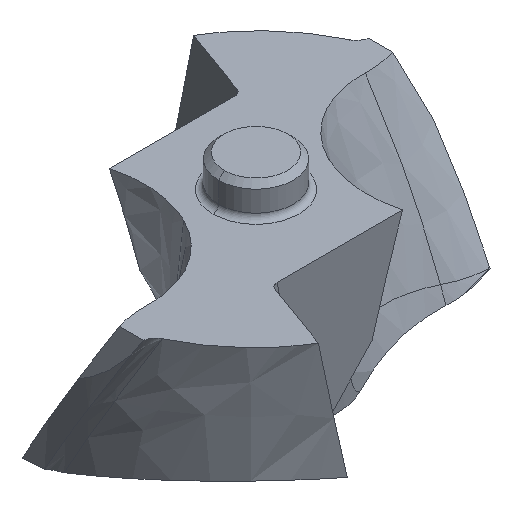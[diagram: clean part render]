
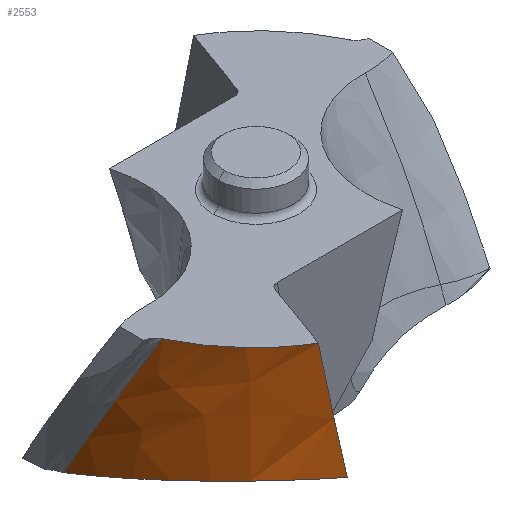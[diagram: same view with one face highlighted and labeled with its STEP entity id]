
A CAD part, isometric view. The second image highlights one B-rep face of the part: STEP entity #2553.
In plain terms, the highlighted free-form (B-spline) face has degree [3, 3] with [7, 5] control points.
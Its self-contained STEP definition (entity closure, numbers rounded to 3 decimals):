
#200=CARTESIAN_POINT('',(-4.666,-2.194,
0.));
#201=CARTESIAN_POINT('',(-4.414,-2.724,
0.));
#202=CARTESIAN_POINT('',(-3.832,-3.54,
0.));
#203=CARTESIAN_POINT('',(-3.045,-4.149,
0.));
#204=CARTESIAN_POINT('',(-2.702,-4.355,
0.));
#214=CARTESIAN_POINT('',(-4.666,-2.194,
0.));
#998=CARTESIAN_POINT('',(-2.194,-4.611,
-3.207));
#999=CARTESIAN_POINT('',(-2.218,-4.591,
-3.04));
#1000=CARTESIAN_POINT('',(-2.269,-4.551,
-2.692));
#1001=CARTESIAN_POINT('',(-2.354,-4.497,
-2.131));
#1002=CARTESIAN_POINT('',(-2.453,-4.447,
-1.508));
#1003=CARTESIAN_POINT('',(-2.567,-4.401,
-0.811));
#1004=CARTESIAN_POINT('',(-2.656,-4.371,
-0.28));
#1005=CARTESIAN_POINT('',(-2.702,-4.355,
0.));
#1010=CARTESIAN_POINT('',(-5.158,-0.078,
-3.884));
#1011=CARTESIAN_POINT('',(-5.155,-0.261,
-3.814));
#1012=CARTESIAN_POINT('',(-5.131,-0.621,
-3.683));
#1013=CARTESIAN_POINT('',(-5.039,-1.145,
-3.514));
#1014=CARTESIAN_POINT('',(-4.895,-1.647,
-3.372));
#1015=CARTESIAN_POINT('',(-4.703,-2.126,
-3.256));
#1016=CARTESIAN_POINT('',(-4.463,-2.583,
-3.166));
#1017=CARTESIAN_POINT('',(-4.179,-3.01,
-3.104));
#1018=CARTESIAN_POINT('',(-3.854,-3.405,
-3.069));
#1019=CARTESIAN_POINT('',(-3.493,-3.764,
-3.062));
#1020=CARTESIAN_POINT('',(-3.095,-4.088,
-3.081));
#1021=CARTESIAN_POINT('',(-2.663,-4.373,
-3.128));
#1022=CARTESIAN_POINT('',(-2.354,-4.536,
-3.177));
#1023=CARTESIAN_POINT('',(-2.194,-4.611,
-3.207));
#1028=CARTESIAN_POINT('',(-4.666,-2.194,
0.));
#1029=CARTESIAN_POINT('',(-4.799,-1.91,
-0.536));
#1030=CARTESIAN_POINT('',(-5.057,-1.207,
-1.831));
#1031=CARTESIAN_POINT('',(-5.155,-0.489,
-3.126));
#1032=CARTESIAN_POINT('',(-5.158,-0.078,
-3.884));
#1336=VERTEX_POINT('',#214);
#1337=VERTEX_POINT('',#204);
#1376=CARTESIAN_POINT('',(-2.194,-4.611,
-3.207));
#1377=VERTEX_POINT('',#1376);
#1378=VERTEX_POINT('',#1010);
#2510=CARTESIAN_POINT('',(-2.399,-4.56,
-3.923));
#2511=CARTESIAN_POINT('',(-2.09,-4.659,
-3.152));
#2512=CARTESIAN_POINT('',(-1.466,-4.843,
-1.832));
#2513=CARTESIAN_POINT('',(-0.675,-5.013,
-0.512));
#2514=CARTESIAN_POINT('',(-0.318,-5.076,
0.037));
#2515=CARTESIAN_POINT('',(-2.449,-4.534,
-3.923));
#2516=CARTESIAN_POINT('',(-2.141,-4.637,
-3.152));
#2517=CARTESIAN_POINT('',(-1.519,-4.83,
-1.832));
#2518=CARTESIAN_POINT('',(-0.729,-5.007,
-0.512));
#2519=CARTESIAN_POINT('',(-0.374,-5.073,
0.037));
#2520=CARTESIAN_POINT('',(-3.023,-4.221,
-3.923));
#2521=CARTESIAN_POINT('',(-2.729,-4.378,
-3.152));
#2522=CARTESIAN_POINT('',(-2.129,-4.661,
-1.832));
#2523=CARTESIAN_POINT('',(-1.362,-4.93,
-0.512));
#2524=CARTESIAN_POINT('',(-1.016,-5.034,
0.037));
#2525=CARTESIAN_POINT('',(-4.004,-3.413,
-3.923));
#2526=CARTESIAN_POINT('',(-3.754,-3.666,
-3.152));
#2527=CARTESIAN_POINT('',(-3.231,-4.116,
-1.832));
#2528=CARTESIAN_POINT('',(-2.541,-4.55,
-0.512));
#2529=CARTESIAN_POINT('',(-2.227,-4.723,
0.037));
#2530=CARTESIAN_POINT('',(-4.938,-1.83,
-3.923));
#2531=CARTESIAN_POINT('',(-4.797,-2.193,
-3.152));
#2532=CARTESIAN_POINT('',(-4.46,-2.83,
-1.832));
#2533=CARTESIAN_POINT('',(-3.957,-3.451,
-0.512));
#2534=CARTESIAN_POINT('',(-3.72,-3.702,
0.037));
#2535=CARTESIAN_POINT('',(-5.158,-0.618,
-3.923));
#2536=CARTESIAN_POINT('',(-5.111,-1.024,
-3.152));
#2537=CARTESIAN_POINT('',(-4.935,-1.735,
-1.832));
#2538=CARTESIAN_POINT('',(-4.593,-2.431,
-0.512));
#2539=CARTESIAN_POINT('',(-4.423,-2.713,
0.037));
#2540=CARTESIAN_POINT('',(-5.158,-0.002,
-3.923));
#2541=CARTESIAN_POINT('',(-5.162,-0.422,
-3.152));
#2542=CARTESIAN_POINT('',(-5.071,-1.155,
-1.832));
#2543=CARTESIAN_POINT('',(-4.814,-1.874,
-0.512));
#2544=CARTESIAN_POINT('',(-4.68,-2.165,
0.037));
#2545=B_SPLINE_SURFACE_WITH_KNOTS('',3,3,((#2510,#2511,#2512,#2513,#2514),
(#2515,#2516,#2517,#2518,#2519),(#2520,#2521,#2522,#2523,#2524),(#2525,#2526,
#2527,#2528,#2529),(#2530,#2531,#2532,#2533,#2534),(#2535,#2536,#2537,#2538,
#2539),(#2540,#2541,#2542,#2543,#2544)),.UNSPECIFIED.,.F.,.F.,.F.,(4,1,1,1,4),
(4,1,4),(0.,0.03,0.347,
0.664,0.99),(0.,0.584,
1.),.UNSPECIFIED.);
#2547=ORIENTED_EDGE('',*,*,#2546,.F.);
#2548=ORIENTED_EDGE('',*,*,#1827,.F.);
#2549=ORIENTED_EDGE('',*,*,#2503,.F.);
#2550=ORIENTED_EDGE('',*,*,#1572,.T.);
#2551=EDGE_LOOP('',(#2547,#2548,#2549,#2550));
#2552=FACE_OUTER_BOUND('',#2551,.F.);
#205=B_SPLINE_CURVE_WITH_KNOTS('',3,(#200,#201,#202,#203,#204),.UNSPECIFIED.,
.F.,.F.,(4,1,4),(0.,0.595,1.),.UNSPECIFIED.);
#1006=B_SPLINE_CURVE_WITH_KNOTS('',3,(#998,#999,#1000,#1001,#1002,#1003,#1004,
#1005),.UNSPECIFIED.,.F.,.F.,(4,1,1,1,1,4),(0.,0.2,0.4,0.6,0.8,1.),
.UNSPECIFIED.);
#1024=B_SPLINE_CURVE_WITH_KNOTS('',3,(#1010,#1011,#1012,#1013,#1014,#1015,#1016,
#1017,#1018,#1019,#1020,#1021,#1022,#1023),.UNSPECIFIED.,.F.,.F.,(4,1,1,1,1,1,1,
1,1,1,1,4),(0.,0.091,0.182,0.273,
0.364,0.455,0.545,0.636,
0.727,0.818,0.909,1.),.UNSPECIFIED.);
#1033=B_SPLINE_CURVE_WITH_KNOTS('',3,(#1028,#1029,#1030,#1031,#1032),
.UNSPECIFIED.,.F.,.F.,(4,1,4),(0.,0.414,1.),.UNSPECIFIED.);
#1572=EDGE_CURVE('',#1336,#1337,#205,.T.);
#1827=EDGE_CURVE('',#1378,#1377,#1024,.T.);
#2503=EDGE_CURVE('',#1336,#1378,#1033,.T.);
#2546=EDGE_CURVE('',#1377,#1337,#1006,.T.);
#2553=ADVANCED_FACE('',(#2552),#2545,.F.);
